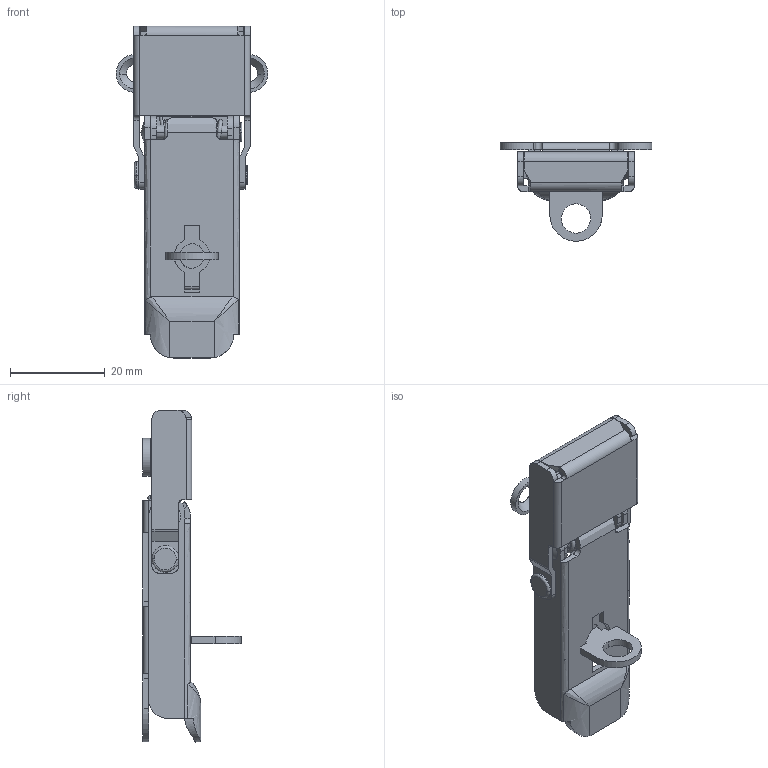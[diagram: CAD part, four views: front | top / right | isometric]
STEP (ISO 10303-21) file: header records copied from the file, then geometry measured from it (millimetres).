
FILE_DESCRIPTION((''),'2;1');
FILE_NAME('','2014-02-25T09:19:39',(''),(''),'','CADfix','');
FILE_SCHEMA(('AUTOMOTIVE_DESIGN { 1 0 10303 214 1 1 1 1 }'));
Length unit declared in the file: millimetre
Bounding box: 32 x 20.69 x 70 mm (x, y, z)
Volume: 5569.3 mm3; surface area: 10707.3 mm2
Topology: 5 solids, 5 shells, 348 faces, 1029 edges, 694 vertices
Faces by surface type: bspline 348
Entity records: 16778 total; most frequent: CARTESIAN_POINT 10932, ORIENTED_EDGE 2050, EDGE_CURVE 1025, VERTEX_POINT 694, QUASI_UNIFORM_CURVE 596, EDGE_LOOP 381, FACE_OUTER_BOUND 348, ADVANCED_FACE 348
